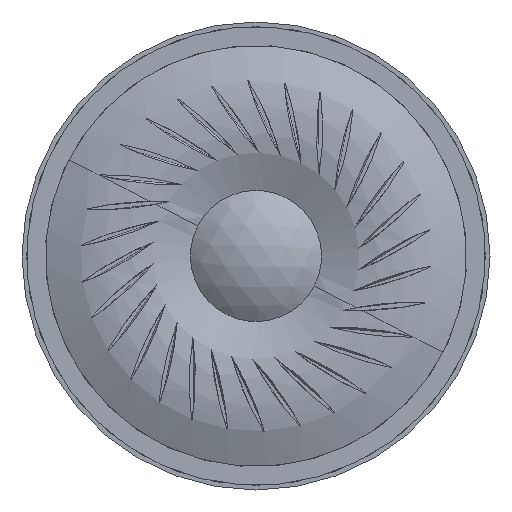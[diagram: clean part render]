
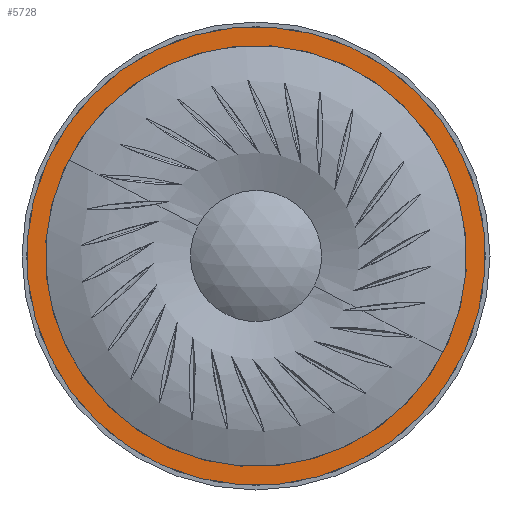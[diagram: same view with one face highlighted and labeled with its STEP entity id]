
A CAD part, front view. The second image highlights one B-rep face of the part: STEP entity #5728.
In plain terms, the highlighted planar face has unit normal (0, -1, 0).
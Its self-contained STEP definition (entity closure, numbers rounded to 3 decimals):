
#5576=CARTESIAN_POINT('',(24.5,0.0,0.0));
#5577=VERTEX_POINT('',#5576);
#5593=CARTESIAN_POINT('',(-24.5,0.0,0.));
#5594=VERTEX_POINT('',#5593);
#5601=CARTESIAN_POINT('',(0.0,0.0,0.0));
#5602=DIRECTION('',(0.0,-1.0,0.0));
#5603=DIRECTION('',(1.0,0.0,0.0));
#5604=AXIS2_PLACEMENT_3D('',#5601,#5602,#5603);
#5605=CIRCLE('',#5604,24.5);
#5606=EDGE_CURVE('',#5577,#5594,#5605,.T.);
#5618=CARTESIAN_POINT('',(22.5,0.0,0.0));
#5619=VERTEX_POINT('',#5618);
#5635=CARTESIAN_POINT('',(-22.5,0.0,0.));
#5636=VERTEX_POINT('',#5635);
#5643=CARTESIAN_POINT('',(0.0,0.0,0.0));
#5644=DIRECTION('',(0.0,-1.0,0.0));
#5645=DIRECTION('',(1.0,0.0,0.0));
#5646=AXIS2_PLACEMENT_3D('',#5643,#5644,#5645);
#5647=CIRCLE('',#5646,22.5);
#5648=EDGE_CURVE('',#5636,#5619,#5647,.T.);
#5659=CARTESIAN_POINT('',(0.0,0.0,0.0));
#5660=DIRECTION('',(0.0,-1.0,0.0));
#5661=DIRECTION('',(1.0,0.0,0.0));
#5662=AXIS2_PLACEMENT_3D('',#5659,#5660,#5661);
#5663=CIRCLE('',#5662,22.5);
#5664=EDGE_CURVE('',#5619,#5636,#5663,.T.);
#5703=CARTESIAN_POINT('',(0.0,0.0,0.0));
#5704=DIRECTION('',(0.0,-1.0,0.0));
#5705=DIRECTION('',(1.0,0.0,0.0));
#5706=AXIS2_PLACEMENT_3D('',#5703,#5704,#5705);
#5707=CIRCLE('',#5706,24.5);
#5708=EDGE_CURVE('',#5594,#5577,#5707,.T.);
#5715=CARTESIAN_POINT('',(23.5,0.0,0.0));
#5716=DIRECTION('',(0.0,-1.0,0.0));
#5717=DIRECTION('',(0.0,0.0,-1.0));
#5718=AXIS2_PLACEMENT_3D('',#5715,#5716,#5717);
#5719=PLANE('',#5718);
#5720=ORIENTED_EDGE('',*,*,#5606,.T.);
#5721=ORIENTED_EDGE('',*,*,#5708,.T.);
#5722=EDGE_LOOP('',(#5720,#5721));
#5723=FACE_OUTER_BOUND('',#5722,.T.);
#5724=ORIENTED_EDGE('',*,*,#5664,.F.);
#5725=ORIENTED_EDGE('',*,*,#5648,.F.);
#5726=EDGE_LOOP('',(#5724,#5725));
#5727=FACE_BOUND('',#5726,.T.);
#5728=ADVANCED_FACE('',(#5723,#5727),#5719,.T.);
